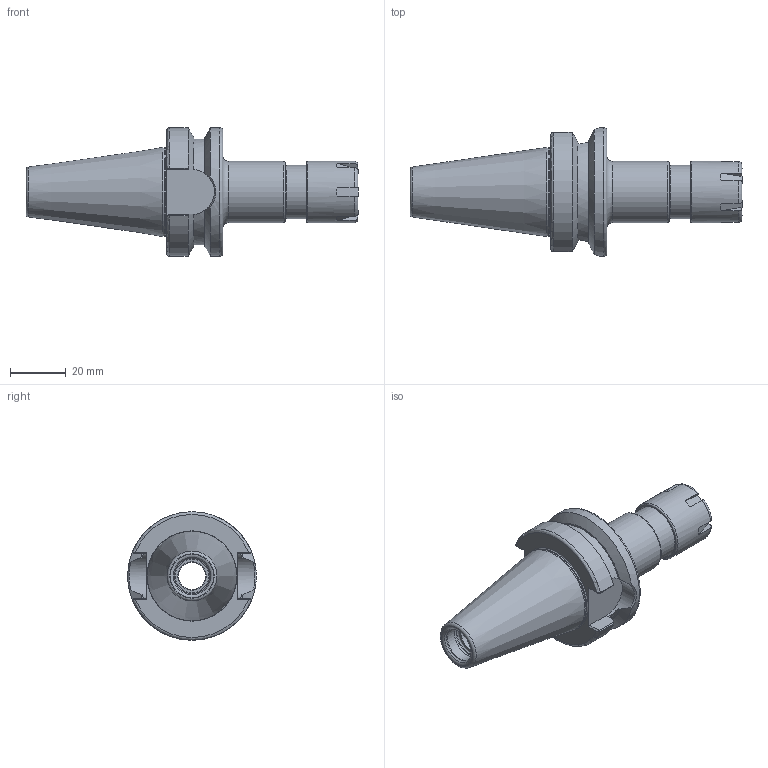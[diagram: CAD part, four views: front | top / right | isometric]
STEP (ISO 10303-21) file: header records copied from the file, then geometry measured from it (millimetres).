
FILE_DESCRIPTION(/* description */ (''),/* implementation_level */ '2;1');
FILE_NAME(/* name */ 'BT30-ER16M-070.stp',/* time_stamp */ '2019-06-11T15:32:33-05:00',/* author */ ('ldfli'),/* organization */ (''),/* preprocessor_version */ 'ST-DEVELOPER v18',/* originating_system */ 'Autodesk Inventor LT',/* authorisation */ '');
FILE_SCHEMA (('AUTOMOTIVE_DESIGN { 1 0 10303 214 3 1 1 }'));
Length unit declared in the file: millimetre
Products named in the file (1): BT30-ER16M-070
Bounding box: 118.8 x 46 x 46 mm (x, y, z)
Volume: 58387.9 mm3; surface area: 18640.7 mm2
Topology: 2 solids, 2 shells, 117 faces, 346 edges, 241 vertices
Faces by surface type: plane 48, torus 22, cylinder 21, cone 16, bspline 10
Full cylindrical faces by diameter (mm): 9.728 x1, 10.106 x1, 11.21 x1, 12.5 x1, 12.55 x1, 13.1 x1, 16.3 x1, 18 x1, 18.5 x1, 19 x1, 19.4 x1, 22 x2, 31.496 x1, 46 x1
Entity records: 4627 total; most frequent: CARTESIAN_POINT 1398, ORIENTED_EDGE 692, DIRECTION 675, EDGE_CURVE 346, AXIS2_PLACEMENT_3D 278, VERTEX_POINT 241, CIRCLE 163, EDGE_LOOP 129
